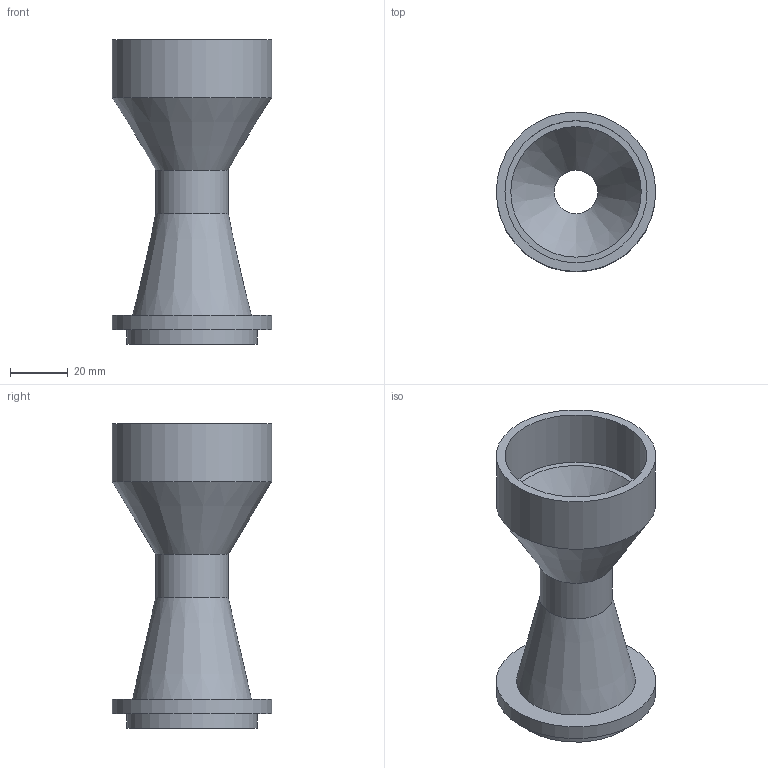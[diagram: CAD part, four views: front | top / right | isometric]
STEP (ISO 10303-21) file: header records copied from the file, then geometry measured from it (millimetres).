
FILE_DESCRIPTION(/* description */ (''),/* implementation_level */ '2;1');
FILE_NAME(/* name */ 'tuyre fuse v5 v1.step',/* time_stamp */ '2023-06-18T15:32:00+02:00',/* author */ (''),/* organization */ (''),/* preprocessor_version */ 'ST-DEVELOPER v19.2',/* originating_system */ 'Autodesk Translation Framework v11.17.0.187',/* authorisation */ '');
FILE_SCHEMA (('AUTOMOTIVE_DESIGN { 1 0 10303 214 3 1 1 }'));
Length unit declared in the file: millimetre
Products named in the file (1): tuyère fusée v5
Bounding box: 55 x 55 x 105 mm (x, y, z)
Volume: 40123.4 mm3; surface area: 27754.8 mm2
Topology: 1 solids, 1 shells, 14 faces, 23 edges, 14 vertices
Faces by surface type: plane 5, cylinder 5, cone 4
Full cylindrical faces by diameter (mm): 25 x1, 45 x1, 49 x1, 55 x2
Entity records: 366 total; most frequent: DIRECTION 67, CARTESIAN_POINT 52, ORIENTED_EDGE 46, AXIS2_PLACEMENT_3D 29, EDGE_CURVE 23, EDGE_LOOP 19, FACE_OUTER_BOUND 14, CIRCLE 14
